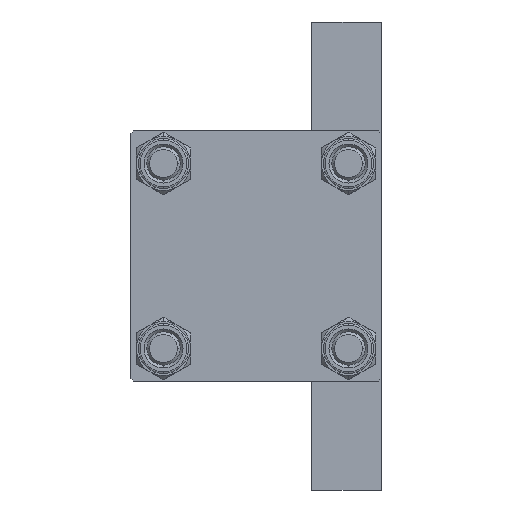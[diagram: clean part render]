
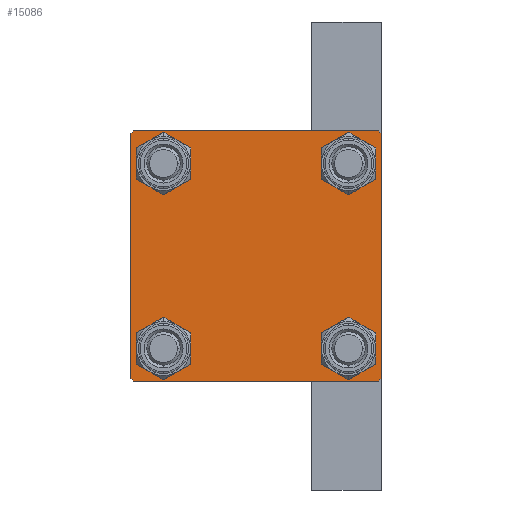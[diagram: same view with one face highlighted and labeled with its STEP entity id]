
A CAD part, left-side view. The second image highlights one B-rep face of the part: STEP entity #15086.
In plain terms, the highlighted planar face has unit normal (-1, 0, 0).
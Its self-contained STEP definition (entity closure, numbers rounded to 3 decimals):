
#377 = DIRECTION ( 'NONE',  ( 1., 0., 0. ) ) ;
#1029 = AXIS2_PLACEMENT_3D ( 'NONE', #6966, #7692, #44968 ) ;
#1474 = FACE_BOUND ( 'NONE', #1487, .T. ) ;
#1487 = EDGE_LOOP ( 'NONE', ( #3041, #22784 ) ) ;
#1659 = CARTESIAN_POINT ( 'NONE',  ( 0., -22.5, -22. ) ) ;
#1673 = EDGE_CURVE ( 'NONE', #27929, #8668, #3993, .T. ) ;
#1937 = EDGE_CURVE ( 'NONE', #11992, #20408, #43157, .T. ) ;
#2012 = VECTOR ( 'NONE', #19713, 1000. ) ;
#2035 = CIRCLE ( 'NONE', #46373, 3.5 ) ;
#2258 = CARTESIAN_POINT ( 'NONE',  ( 0., -22.25, -22.25 ) ) ;
#3041 = ORIENTED_EDGE ( 'NONE', *, *, #25483, .T. ) ;
#3204 = CARTESIAN_POINT ( 'NONE',  ( 0., -16.6, -20.1 ) ) ;
#3993 = LINE ( 'NONE', #36623, #47372 ) ;
#4262 = ORIENTED_EDGE ( 'NONE', *, *, #21233, .F. ) ;
#5126 = DIRECTION ( 'NONE',  ( 1., 0., 0. ) ) ;
#5371 = CARTESIAN_POINT ( 'NONE',  ( 0., -16.6, 20.1 ) ) ;
#6172 = VECTOR ( 'NONE', #31946, 1000. ) ;
#6210 = ORIENTED_EDGE ( 'NONE', *, *, #39766, .T. ) ;
#6604 = DIRECTION ( 'NONE',  ( 0., 0., 1. ) ) ;
#6966 = CARTESIAN_POINT ( 'NONE',  ( 0., -16.6, 16.6 ) ) ;
#7396 = VECTOR ( 'NONE', #38381, 1000. ) ;
#7692 = DIRECTION ( 'NONE',  ( 1., 0., 0. ) ) ;
#8205 = CARTESIAN_POINT ( 'NONE',  ( 0., -22.5, 22. ) ) ;
#8258 = ORIENTED_EDGE ( 'NONE', *, *, #13929, .T. ) ;
#8271 = LINE ( 'NONE', #37497, #12014 ) ;
#8381 = AXIS2_PLACEMENT_3D ( 'NONE', #35840, #13918, #6604 ) ;
#8452 = AXIS2_PLACEMENT_3D ( 'NONE', #43164, #21745, #25381 ) ;
#8668 = VERTEX_POINT ( 'NONE', #39886 ) ;
#9662 = CIRCLE ( 'NONE', #43888, 3.5 ) ;
#9719 = FACE_BOUND ( 'NONE', #23888, .T. ) ;
#10099 = ORIENTED_EDGE ( 'NONE', *, *, #41446, .T. ) ;
#10517 = CARTESIAN_POINT ( 'NONE',  ( 0., -16.6, -13.1 ) ) ;
#10552 = ORIENTED_EDGE ( 'NONE', *, *, #38031, .T. ) ;
#10735 = CARTESIAN_POINT ( 'NONE',  ( 0., 22., -22.5 ) ) ;
#11422 = EDGE_CURVE ( 'NONE', #14287, #41289, #40808, .T. ) ;
#11450 = CARTESIAN_POINT ( 'NONE',  ( 0., 22.25, -22.25 ) ) ;
#11616 = VERTEX_POINT ( 'NONE', #29765 ) ;
#11992 = VERTEX_POINT ( 'NONE', #22895 ) ;
#12014 = VECTOR ( 'NONE', #23148, 1000. ) ;
#12326 = LINE ( 'NONE', #30126, #24654 ) ;
#12654 = CARTESIAN_POINT ( 'NONE',  ( 0., 22.5, 22.5 ) ) ;
#12892 = CARTESIAN_POINT ( 'NONE',  ( 0., -16.6, 16.6 ) ) ;
#13159 = EDGE_CURVE ( 'NONE', #20671, #23558, #15536, .T. ) ;
#13366 = ORIENTED_EDGE ( 'NONE', *, *, #33164, .T. ) ;
#13644 = ORIENTED_EDGE ( 'NONE', *, *, #13159, .T. ) ;
#13918 = DIRECTION ( 'NONE',  ( 1., 0., 0. ) ) ;
#13929 = EDGE_CURVE ( 'NONE', #31409, #24627, #23386, .T. ) ;
#14287 = VERTEX_POINT ( 'NONE', #10517 ) ;
#14539 = ORIENTED_EDGE ( 'NONE', *, *, #35210, .T. ) ;
#15086 = ADVANCED_FACE ( 'NONE', ( #46526, #9719, #1474, #24836, #28477 ), #28237, .T. ) ;
#15536 = LINE ( 'NONE', #16238, #7396 ) ;
#15964 = DIRECTION ( 'NONE',  ( 0., 0., 1. ) ) ;
#16238 = CARTESIAN_POINT ( 'NONE',  ( 0., 22.25, 22.25 ) ) ;
#16402 = EDGE_CURVE ( 'NONE', #20671, #8668, #12326, .T. ) ;
#16608 = AXIS2_PLACEMENT_3D ( 'NONE', #12892, #42624, #21659 ) ;
#16807 = VERTEX_POINT ( 'NONE', #17348 ) ;
#17348 = CARTESIAN_POINT ( 'NONE',  ( 0., -16.6, 13.1 ) ) ;
#18372 = EDGE_CURVE ( 'NONE', #16807, #35460, #47721, .T. ) ;
#19622 = DIRECTION ( 'NONE',  ( 1., 0., 0. ) ) ;
#19697 = EDGE_CURVE ( 'NONE', #38882, #46621, #43095, .T. ) ;
#19713 = DIRECTION ( 'NONE',  ( 0., -0.707, -0.707 ) ) ;
#19879 = CARTESIAN_POINT ( 'NONE',  ( 0., 22., 22.5 ) ) ;
#19902 = EDGE_LOOP ( 'NONE', ( #10099, #8258, #13366, #36775, #4262, #38425, #29774, #13644 ) ) ;
#20408 = VERTEX_POINT ( 'NONE', #1659 ) ;
#20409 = EDGE_LOOP ( 'NONE', ( #6210, #23863 ) ) ;
#20671 = VERTEX_POINT ( 'NONE', #19879 ) ;
#21233 = EDGE_CURVE ( 'NONE', #27929, #20408, #8271, .T. ) ;
#21659 = DIRECTION ( 'NONE',  ( 0., 0., 1. ) ) ;
#21745 = DIRECTION ( 'NONE',  ( 1., 0., 0. ) ) ;
#22693 = LINE ( 'NONE', #12654, #33695 ) ;
#22784 = ORIENTED_EDGE ( 'NONE', *, *, #19697, .T. ) ;
#22895 = CARTESIAN_POINT ( 'NONE',  ( 0., -22., -22.5 ) ) ;
#23148 = DIRECTION ( 'NONE',  ( 0., 0., -1. ) ) ;
#23386 = LINE ( 'NONE', #11450, #2012 ) ;
#23558 = VERTEX_POINT ( 'NONE', #46362 ) ;
#23863 = ORIENTED_EDGE ( 'NONE', *, *, #18372, .T. ) ;
#23888 = EDGE_LOOP ( 'NONE', ( #47387, #34932 ) ) ;
#24627 = VERTEX_POINT ( 'NONE', #10735 ) ;
#24654 = VECTOR ( 'NONE', #38150, 1000. ) ;
#24836 = FACE_BOUND ( 'NONE', #46898, .T. ) ;
#25381 = DIRECTION ( 'NONE',  ( 0., 0., 1. ) ) ;
#25483 = EDGE_CURVE ( 'NONE', #46621, #38882, #2035, .T. ) ;
#25867 = CARTESIAN_POINT ( 'NONE',  ( 0., 22.5, -22.5 ) ) ;
#26464 = DIRECTION ( 'NONE',  ( 0., 0., 1. ) ) ;
#26823 = CARTESIAN_POINT ( 'NONE',  ( 0., 16.6, -16.6 ) ) ;
#27178 = CARTESIAN_POINT ( 'NONE',  ( 0., 16.6, -16.6 ) ) ;
#27520 = DIRECTION ( 'NONE',  ( 0., 0., -1. ) ) ;
#27929 = VERTEX_POINT ( 'NONE', #8205 ) ;
#28237 = PLANE ( 'NONE',  #42490 ) ;
#28371 = CARTESIAN_POINT ( 'NONE',  ( 0., 16.6, -20.1 ) ) ;
#28477 = FACE_OUTER_BOUND ( 'NONE', #19902, .T. ) ;
#28806 = LINE ( 'NONE', #25867, #36352 ) ;
#29079 = AXIS2_PLACEMENT_3D ( 'NONE', #27178, #34698, #15964 ) ;
#29765 = CARTESIAN_POINT ( 'NONE',  ( 0., 16.6, 20.1 ) ) ;
#29774 = ORIENTED_EDGE ( 'NONE', *, *, #16402, .F. ) ;
#30126 = CARTESIAN_POINT ( 'NONE',  ( 0., 22.5, 22.5 ) ) ;
#30308 = CARTESIAN_POINT ( 'NONE',  ( 0., 22.5, -22. ) ) ;
#30814 = CARTESIAN_POINT ( 'NONE',  ( 0., -16.6, -16.6 ) ) ;
#31169 = CARTESIAN_POINT ( 'NONE',  ( 0., 0., 0. ) ) ;
#31251 = VERTEX_POINT ( 'NONE', #39079 ) ;
#31409 = VERTEX_POINT ( 'NONE', #30308 ) ;
#31946 = DIRECTION ( 'NONE',  ( 0., -0.707, 0.707 ) ) ;
#33164 = EDGE_CURVE ( 'NONE', #24627, #11992, #28806, .T. ) ;
#33688 = DIRECTION ( 'NONE',  ( 0., 0.707, 0.707 ) ) ;
#33695 = VECTOR ( 'NONE', #27520, 1000. ) ;
#34698 = DIRECTION ( 'NONE',  ( 1., 0., 0. ) ) ;
#34932 = ORIENTED_EDGE ( 'NONE', *, *, #42950, .T. ) ;
#35210 = EDGE_CURVE ( 'NONE', #11616, #31251, #45730, .T. ) ;
#35460 = VERTEX_POINT ( 'NONE', #5371 ) ;
#35546 = DIRECTION ( 'NONE',  ( -1., 0., 0. ) ) ;
#35840 = CARTESIAN_POINT ( 'NONE',  ( 0., 16.6, 16.6 ) ) ;
#36352 = VECTOR ( 'NONE', #43651, 1000. ) ;
#36424 = CIRCLE ( 'NONE', #8452, 3.5 ) ;
#36623 = CARTESIAN_POINT ( 'NONE',  ( 0., -22.25, 22.25 ) ) ;
#36775 = ORIENTED_EDGE ( 'NONE', *, *, #1937, .T. ) ;
#36910 = AXIS2_PLACEMENT_3D ( 'NONE', #44706, #377, #38130 ) ;
#37497 = CARTESIAN_POINT ( 'NONE',  ( 0., -22.5, 22.5 ) ) ;
#38031 = EDGE_CURVE ( 'NONE', #31251, #11616, #36424, .T. ) ;
#38130 = DIRECTION ( 'NONE',  ( 0., 0., 1. ) ) ;
#38150 = DIRECTION ( 'NONE',  ( 0., -1., 0. ) ) ;
#38381 = DIRECTION ( 'NONE',  ( 0., 0.707, -0.707 ) ) ;
#38425 = ORIENTED_EDGE ( 'NONE', *, *, #1673, .T. ) ;
#38882 = VERTEX_POINT ( 'NONE', #28371 ) ;
#39079 = CARTESIAN_POINT ( 'NONE',  ( 0., 16.6, 13.1 ) ) ;
#39766 = EDGE_CURVE ( 'NONE', #35460, #16807, #46125, .T. ) ;
#39886 = CARTESIAN_POINT ( 'NONE',  ( 0., -22., 22.5 ) ) ;
#40808 = CIRCLE ( 'NONE', #36910, 3.5 ) ;
#41289 = VERTEX_POINT ( 'NONE', #3204 ) ;
#41446 = EDGE_CURVE ( 'NONE', #23558, #31409, #22693, .T. ) ;
#42490 = AXIS2_PLACEMENT_3D ( 'NONE', #31169, #35546, #46043 ) ;
#42624 = DIRECTION ( 'NONE',  ( 1., 0., 0. ) ) ;
#42641 = DIRECTION ( 'NONE',  ( 0., 0., 1. ) ) ;
#42950 = EDGE_CURVE ( 'NONE', #41289, #14287, #9662, .T. ) ;
#43095 = CIRCLE ( 'NONE', #29079, 3.5 ) ;
#43157 = LINE ( 'NONE', #2258, #6172 ) ;
#43164 = CARTESIAN_POINT ( 'NONE',  ( 0., 16.6, 16.6 ) ) ;
#43414 = CARTESIAN_POINT ( 'NONE',  ( 0., 16.6, -13.1 ) ) ;
#43651 = DIRECTION ( 'NONE',  ( 0., -1., 0. ) ) ;
#43888 = AXIS2_PLACEMENT_3D ( 'NONE', #30814, #19622, #26464 ) ;
#44706 = CARTESIAN_POINT ( 'NONE',  ( 0., -16.6, -16.6 ) ) ;
#44968 = DIRECTION ( 'NONE',  ( 0., 0., 1. ) ) ;
#45730 = CIRCLE ( 'NONE', #8381, 3.5 ) ;
#46043 = DIRECTION ( 'NONE',  ( 0., 0., 1. ) ) ;
#46125 = CIRCLE ( 'NONE', #1029, 3.5 ) ;
#46362 = CARTESIAN_POINT ( 'NONE',  ( 0., 22.5, 22. ) ) ;
#46373 = AXIS2_PLACEMENT_3D ( 'NONE', #26823, #5126, #42641 ) ;
#46526 = FACE_BOUND ( 'NONE', #20409, .T. ) ;
#46621 = VERTEX_POINT ( 'NONE', #43414 ) ;
#46898 = EDGE_LOOP ( 'NONE', ( #14539, #10552 ) ) ;
#47372 = VECTOR ( 'NONE', #33688, 1000. ) ;
#47387 = ORIENTED_EDGE ( 'NONE', *, *, #11422, .T. ) ;
#47721 = CIRCLE ( 'NONE', #16608, 3.5 ) ;
